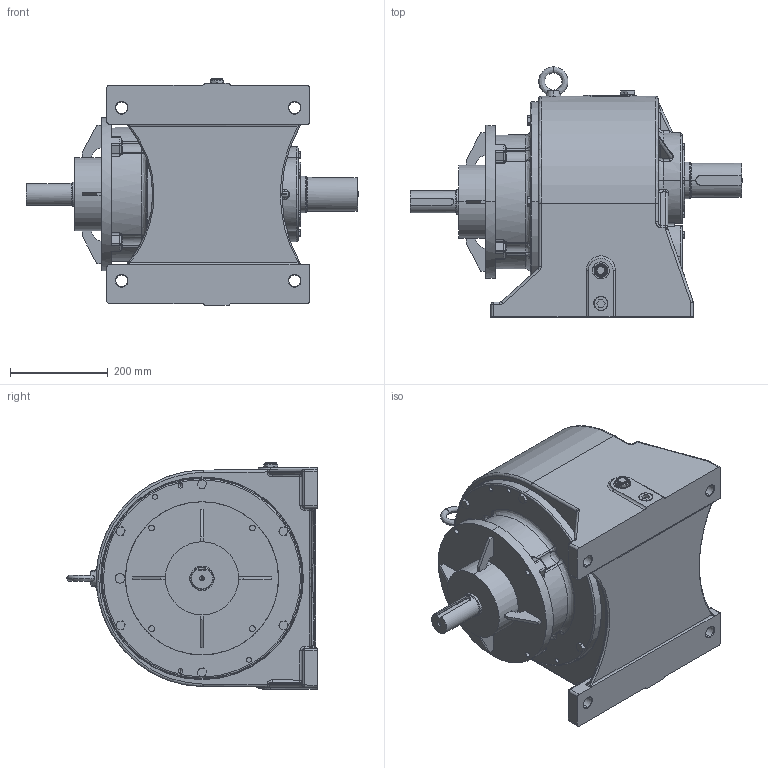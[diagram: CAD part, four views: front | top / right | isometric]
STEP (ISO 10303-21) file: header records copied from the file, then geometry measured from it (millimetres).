
FILE_DESCRIPTION (( 'STEP AP214' ), '1' );
FILE_NAME ('EK2DO07198_FCB_11KW_R30_2024-01-24 083416.STEP', '2024-01-25T05:09:44', ( '' ), ( '' ), 'SwSTEP 2.0', 'SolidWorks 2022', '' );
FILE_SCHEMA (( 'AUTOMOTIVE_DESIGN' ));
Length unit declared in the file: millimetre
Products named in the file (1): EK2DO07198_FCB_11KW_R30_2024-01-24 083416
Bounding box: 681 x 513 x 465.5 mm (x, y, z)
Surface area: 1381268 mm2 (no closed solid volume)
Topology: 0 solids, 41 shells, 1380 faces, 3372 edges, 2040 vertices
Faces by surface type: cylinder 439, plane 392, bspline 311, cone 238
Entity records: 66006 total; most frequent: CARTESIAN_POINT 35212, ORIENTED_EDGE 6552, DIRECTION 6020, EDGE_CURVE 3285, AXIS2_PLACEMENT_3D 2372, VERTEX_POINT 2038, EDGE_LOOP 1514, FACE_OUTER_BOUND 1380
